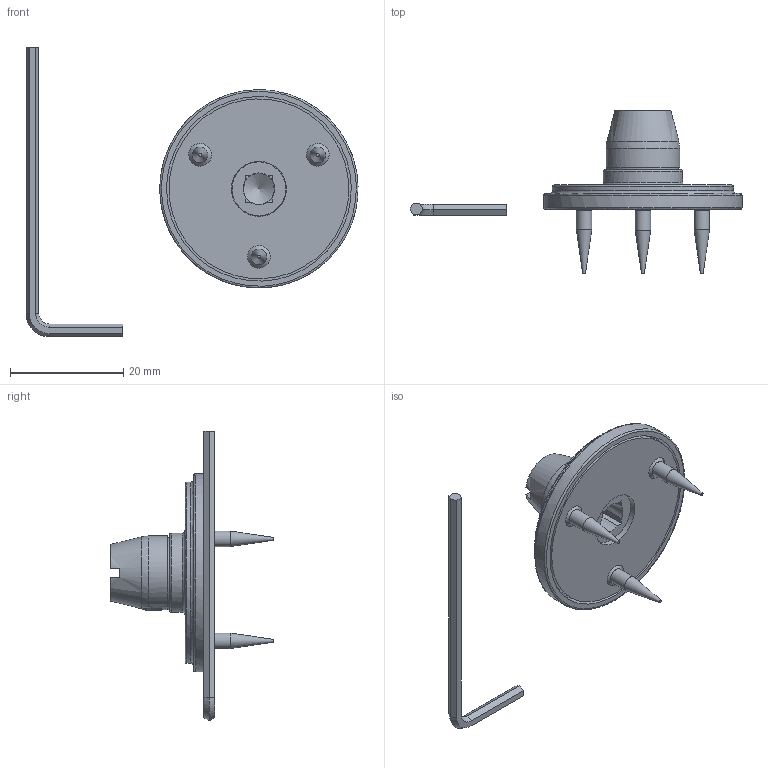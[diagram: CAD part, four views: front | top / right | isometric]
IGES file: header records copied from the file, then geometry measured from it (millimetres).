
Global section: file name: P8165-CR; native system: Autodesk Inventor 2018; preprocessor: unknown; author: aprice; date: 20180912.113753; units: millimetre
Bounding box: 58.62 x 28.66 x 51.13 mm (x, y, z)
Volume: 4640.6 mm3; surface area: 6578.8 mm2
Topology: 9 solids, 9 shells, 149 faces, 402 edges, 279 vertices
Faces by surface type: bspline 149
